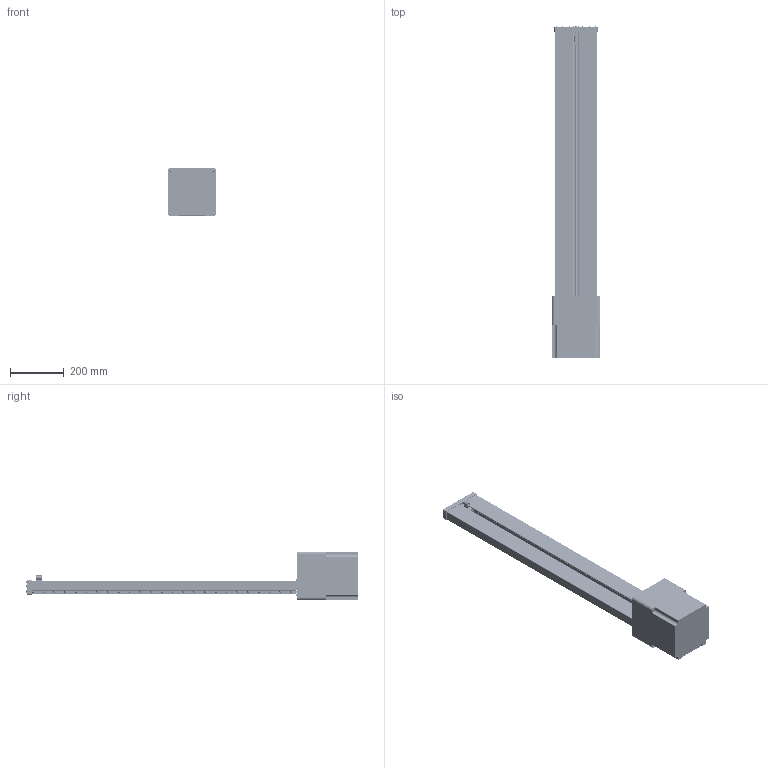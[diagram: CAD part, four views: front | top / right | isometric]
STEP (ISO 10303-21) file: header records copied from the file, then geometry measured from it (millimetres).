
FILE_DESCRIPTION(('FreeCAD Model'),'2;1');
FILE_NAME('Open CASCADE Shape Model','2025-04-30T22:17:25',('FreeCAD'),( 'FreeCAD'),'Open CASCADE STEP processor 7.6','FreeCAD','Unknown');
FILE_SCHEMA(('AUTOMOTIVE_DESIGN { 1 0 10303 214 1 1 1 1 }'));
Products named in the file (1): Open CASCADE STEP translator 7.6 1
Bounding box: 180 x 1233.61 x 180.65 mm (x, y, z)
Volume: 2816909.5 mm3; surface area: 1856869.1 mm2
Topology: 490 solids, 490 shells, 8659 faces, 20959 edges, 13592 vertices
Faces by surface type: plane 4058, cylinder 2206, cone 1412, torus 760, sphere 166, bspline 57
Full cylindrical faces by diameter (mm): 1.2 x1, 1.7 x6, 1.783 x2, 2 x8, 2.1 x4, 2.4 x4, 2.459 x4, 2.46 x4, 2.8 x11, 2.9 x26, 3 x74, 3.1 x16, 3.2 x27, 3.242 x58, 3.25 x16, 3.4 x21, 3.5 x4, 3.8 x2, 4 x108, 4.1 x18, 4.15 x4, 4.3 x74, 4.5 x66, 4.62 x29, 5 x33, 5.1 x4, 5.2 x4, 5.3 x8, 5.5 x24, 5.7 x17
Entity records: 266972 total; most frequent: CARTESIAN_POINT 67888, DIRECTION 42172, ORIENTED_EDGE 40836, EDGE_CURVE 20418, AXIS2_PLACEMENT_3D 17112, VERTEX_POINT 13482, FACE_BOUND 10276, EDGE_LOOP 10218
